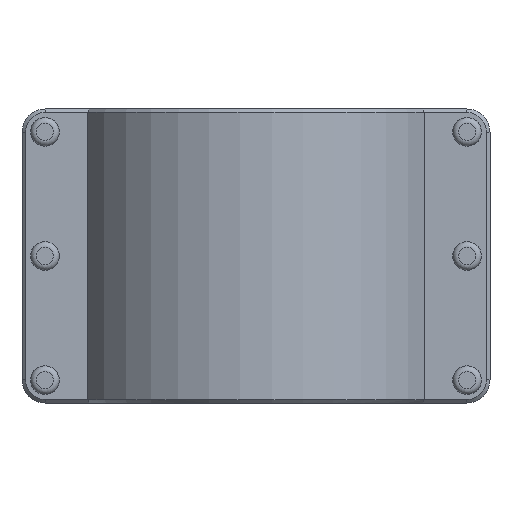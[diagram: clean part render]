
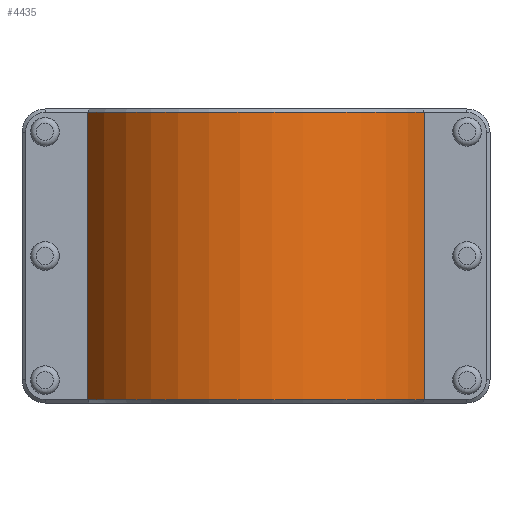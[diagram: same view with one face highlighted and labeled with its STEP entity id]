
A CAD part, front view. The second image highlights one B-rep face of the part: STEP entity #4435.
In plain terms, the highlighted cylindrical face has radius 99 mm (diameter 198 mm), a partial arc.
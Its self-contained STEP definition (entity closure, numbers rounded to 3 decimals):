
#125=CYLINDRICAL_SURFACE('',#4847,99.);
#472=FACE_OUTER_BOUND('',#802,.T.);
#802=EDGE_LOOP('',(#3533,#3534,#3535,#3536));
#1157=LINE('',#7482,#1497);
#1158=LINE('',#7484,#1498);
#1497=VECTOR('',#5930,150.4);
#1498=VECTOR('',#5933,150.4);
#1697=CIRCLE('',#4829,99.);
#1698=CIRCLE('',#4832,99.);
#2049=VERTEX_POINT('',#7422);
#2050=VERTEX_POINT('',#7427);
#2051=VERTEX_POINT('',#7434);
#2053=VERTEX_POINT('',#7443);
#2560=EDGE_CURVE('',#2049,#2050,#1697,.T.);
#2566=EDGE_CURVE('',#2053,#2051,#1698,.T.);
#2583=EDGE_CURVE('',#2049,#2051,#1157,.T.);
#2584=EDGE_CURVE('',#2050,#2053,#1158,.T.);
#3533=ORIENTED_EDGE('',*,*,#2560,.F.);
#3534=ORIENTED_EDGE('',*,*,#2583,.T.);
#3535=ORIENTED_EDGE('',*,*,#2566,.F.);
#3536=ORIENTED_EDGE('',*,*,#2584,.F.);
#4435=ADVANCED_FACE('',(#472),#125,.T.);
#4829=AXIS2_PLACEMENT_3D('',#7428,#5880,#5881);
#4832=AXIS2_PLACEMENT_3D('',#7448,#5888,#5889);
#4847=AXIS2_PLACEMENT_3D('',#7483,#5931,#5932);
#5880=DIRECTION('center_axis',(0.,0.,-1.));
#5881=DIRECTION('ref_axis',(1.,0.,0.));
#5888=DIRECTION('center_axis',(0.,0.,1.));
#5889=DIRECTION('ref_axis',(1.,0.,0.));
#5930=DIRECTION('',(0.,0.,1.));
#5931=DIRECTION('center_axis',(0.,0.,1.));
#5932=DIRECTION('ref_axis',(1.,0.,0.));
#5933=DIRECTION('',(0.,0.,1.));
#7422=CARTESIAN_POINT('',(88.182,-45.,-75.2));
#7427=CARTESIAN_POINT('',(-88.182,-45.,-75.2));
#7428=CARTESIAN_POINT('Origin',(0.,0.,-75.2));
#7434=CARTESIAN_POINT('',(88.182,-45.,75.2));
#7443=CARTESIAN_POINT('',(-88.182,-45.,75.2));
#7448=CARTESIAN_POINT('Origin',(0.,0.,75.2));
#7482=CARTESIAN_POINT('',(88.182,-45.,0.));
#7483=CARTESIAN_POINT('Origin',(0.,0.,0.));
#7484=CARTESIAN_POINT('',(-88.182,-45.,0.));
